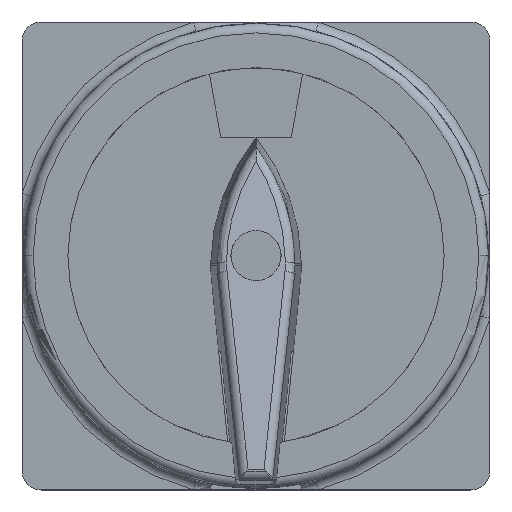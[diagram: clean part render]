
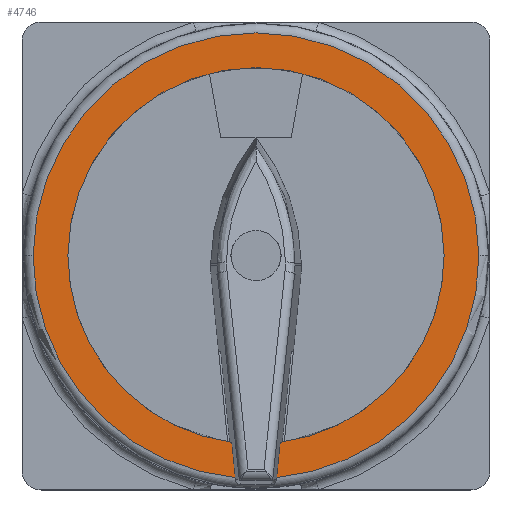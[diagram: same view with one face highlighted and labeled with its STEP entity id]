
A CAD part, top view. The second image highlights one B-rep face of the part: STEP entity #4746.
In plain terms, the highlighted planar face has unit normal (0, 0, 1).
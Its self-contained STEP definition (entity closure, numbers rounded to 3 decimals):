
#111 = ORIENTED_EDGE ( 'NONE', *, *, #3903, .T. ) ;
#206 = CARTESIAN_POINT ( 'NONE',  ( 26.386, 1.249, 21.1 ) ) ;
#215 = CARTESIAN_POINT ( 'NONE',  ( 24.25, 24.25, 21.1 ) ) ;
#239 = CARTESIAN_POINT ( 'NONE',  ( 22.114, 1.249, 21.1 ) ) ;
#284 = DIRECTION ( 'NONE',  ( 1., 0., 0. ) ) ;
#350 = CARTESIAN_POINT ( 'NONE',  ( 24.25, 24.25, 21.1 ) ) ;
#365 = EDGE_CURVE ( 'NONE', #6288, #6632, #2183, .T. ) ;
#667 = VECTOR ( 'NONE', #3997, 1000. ) ;
#779 = DIRECTION ( 'NONE',  ( 1., 0., 0. ) ) ;
#910 = DIRECTION ( 'NONE',  ( 1., 0., 0. ) ) ;
#937 = AXIS2_PLACEMENT_3D ( 'NONE', #5353, #1965, #5920 ) ;
#1049 = ORIENTED_EDGE ( 'NONE', *, *, #365, .T. ) ;
#1061 = ORIENTED_EDGE ( 'NONE', *, *, #4171, .T. ) ;
#1131 = VERTEX_POINT ( 'NONE', #2696 ) ;
#1230 = EDGE_CURVE ( 'NONE', #3024, #4485, #1434, .T. ) ;
#1278 = AXIS2_PLACEMENT_3D ( 'NONE', #5669, #2295, #6219 ) ;
#1434 = LINE ( 'NONE', #2579, #5942 ) ;
#1467 = AXIS2_PLACEMENT_3D ( 'NONE', #350, #4322, #910 ) ;
#1736 = CIRCLE ( 'NONE', #3300, 19.5 ) ;
#1943 = ORIENTED_EDGE ( 'NONE', *, *, #5539, .F. ) ;
#1946 = DIRECTION ( 'NONE',  ( 1., 0., 0. ) ) ;
#1965 = DIRECTION ( 'NONE',  ( 0., 0., 1. ) ) ;
#1974 = CARTESIAN_POINT ( 'NONE',  ( 26.748, 4.911, 21.1 ) ) ;
#2004 = CARTESIAN_POINT ( 'NONE',  ( 24.25, 24.25, 21.1 ) ) ;
#2099 = VERTEX_POINT ( 'NONE', #3945 ) ;
#2183 = LINE ( 'NONE', #5298, #667 ) ;
#2295 = DIRECTION ( 'NONE',  ( 0., 0., 1. ) ) ;
#2493 = VERTEX_POINT ( 'NONE', #6659 ) ;
#2564 = AXIS2_PLACEMENT_3D ( 'NONE', #6923, #5330, #1946 ) ;
#2569 = DIRECTION ( 'NONE',  ( 1., 0., 0. ) ) ;
#2579 = CARTESIAN_POINT ( 'NONE',  ( 28.619, 23.818, 21.1 ) ) ;
#2696 = CARTESIAN_POINT ( 'NONE',  ( 43.75, 24.25, 21.1 ) ) ;
#2697 = CIRCLE ( 'NONE', #4706, 19.5 ) ;
#2872 = CARTESIAN_POINT ( 'NONE',  ( 4.75, 24.25, 21.1 ) ) ;
#2913 = EDGE_CURVE ( 'NONE', #2941, #6632, #6035, .T. ) ;
#2941 = VERTEX_POINT ( 'NONE', #2872 ) ;
#3024 = VERTEX_POINT ( 'NONE', #1974 ) ;
#3029 = EDGE_CURVE ( 'NONE', #1131, #2941, #2697, .T. ) ;
#3160 = DIRECTION ( 'NONE',  ( -0.098, -0.995, 0. ) ) ;
#3300 = AXIS2_PLACEMENT_3D ( 'NONE', #215, #4189, #779 ) ;
#3523 = FACE_OUTER_BOUND ( 'NONE', #5370, .T. ) ;
#3537 = CARTESIAN_POINT ( 'NONE',  ( 21.752, 4.911, 21.1 ) ) ;
#3686 = DIRECTION ( 'NONE',  ( 0., 0., 1. ) ) ;
#3693 = ORIENTED_EDGE ( 'NONE', *, *, #1230, .T. ) ;
#3903 = EDGE_CURVE ( 'NONE', #4485, #2099, #6209, .T. ) ;
#3945 = CARTESIAN_POINT ( 'NONE',  ( 47.35, 24.25, 21.1 ) ) ;
#3952 = ORIENTED_EDGE ( 'NONE', *, *, #2913, .F. ) ;
#3997 = DIRECTION ( 'NONE',  ( -0.098, 0.995, 0. ) ) ;
#4104 = CIRCLE ( 'NONE', #937, 23.1 ) ;
#4171 = EDGE_CURVE ( 'NONE', #2099, #2493, #4104, .T. ) ;
#4189 = DIRECTION ( 'NONE',  ( 0., 0., 1. ) ) ;
#4322 = DIRECTION ( 'NONE',  ( 0., 0., 1. ) ) ;
#4485 = VERTEX_POINT ( 'NONE', #206 ) ;
#4535 = ORIENTED_EDGE ( 'NONE', *, *, #4562, .T. ) ;
#4562 = EDGE_CURVE ( 'NONE', #2493, #6288, #4936, .T. ) ;
#4706 = AXIS2_PLACEMENT_3D ( 'NONE', #2004, #5945, #2569 ) ;
#4746 = ADVANCED_FACE ( 'NONE', ( #3523 ), #4776, .T. ) ;
#4776 = PLANE ( 'NONE',  #2564 ) ;
#4936 = CIRCLE ( 'NONE', #4994, 23.1 ) ;
#4994 = AXIS2_PLACEMENT_3D ( 'NONE', #6974, #3686, #284 ) ;
#5298 = CARTESIAN_POINT ( 'NONE',  ( 19.881, 23.818, 21.1 ) ) ;
#5330 = DIRECTION ( 'NONE',  ( 0., 0., 1. ) ) ;
#5353 = CARTESIAN_POINT ( 'NONE',  ( 24.25, 24.25, 21.1 ) ) ;
#5370 = EDGE_LOOP ( 'NONE', ( #3693, #111, #1061, #4535, #1049, #3952, #5526, #1943 ) ) ;
#5526 = ORIENTED_EDGE ( 'NONE', *, *, #3029, .F. ) ;
#5539 = EDGE_CURVE ( 'NONE', #3024, #1131, #1736, .T. ) ;
#5669 = CARTESIAN_POINT ( 'NONE',  ( 24.25, 24.25, 21.1 ) ) ;
#5920 = DIRECTION ( 'NONE',  ( 1., 0., 0. ) ) ;
#5942 = VECTOR ( 'NONE', #3160, 1000. ) ;
#5945 = DIRECTION ( 'NONE',  ( 0., 0., 1. ) ) ;
#6035 = CIRCLE ( 'NONE', #1278, 19.5 ) ;
#6209 = CIRCLE ( 'NONE', #1467, 23.1 ) ;
#6219 = DIRECTION ( 'NONE',  ( 1., 0., 0. ) ) ;
#6288 = VERTEX_POINT ( 'NONE', #239 ) ;
#6632 = VERTEX_POINT ( 'NONE', #3537 ) ;
#6659 = CARTESIAN_POINT ( 'NONE',  ( 1.15, 24.25, 21.1 ) ) ;
#6923 = CARTESIAN_POINT ( 'NONE',  ( 24.25, 24.25, 21.1 ) ) ;
#6974 = CARTESIAN_POINT ( 'NONE',  ( 24.25, 24.25, 21.1 ) ) ;
